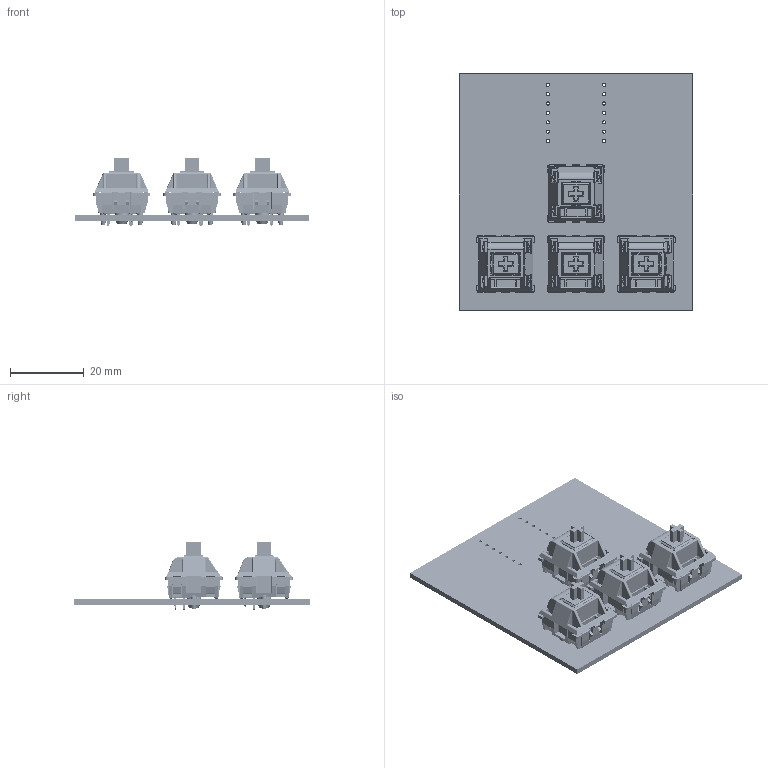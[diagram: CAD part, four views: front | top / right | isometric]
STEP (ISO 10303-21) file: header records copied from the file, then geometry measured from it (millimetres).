
FILE_DESCRIPTION(('KiCad electronic assembly'),'2;1');
FILE_NAME('WASD Hackpad.step','2025-12-19T15:44:33',('Pcbnew'),('Kicad') ,'Open CASCADE STEP processor 7.9','KiCad to STEP converter','Unknown' );
FILE_SCHEMA(('AUTOMOTIVE_DESIGN { 1 0 10303 214 1 1 1 1 }'));
Length unit declared in the file: millimetre
Products named in the file (3): WASD Hackpad 1; MX_PCB; WASD Hackpad_PCB
Assembly tree (5 placements, depth 2):
  WASD Hackpad 1
    MX_PCB  x4
    WASD Hackpad_PCB
Bounding box: 63.15 x 64.09 x 18.6 mm (x, y, z)
Volume: 9985.8 mm3; surface area: 21603.2 mm2
Topology: 29 solids, 29 shells, 3808 faces, 10038 edges, 6328 vertices
Faces by surface type: plane 2342, cylinder 1050, torus 144, bspline 128, sphere 104, cone 40
Full cylindrical faces by diameter (mm): 0.889 x14, 1.5 x8, 1.75 x8, 4 x4
Entity records: 46010 total; most frequent: CARTESIAN_POINT 15043, ORIENTED_EDGE 5182, DIRECTION 4821, EDGE_CURVE 2591, LINE 1883, VECTOR 1883, VERTEX_POINT 1639, AXIS2_PLACEMENT_3D 1469
